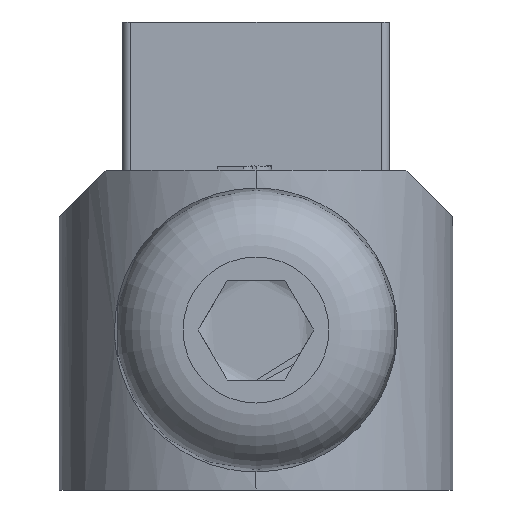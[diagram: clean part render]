
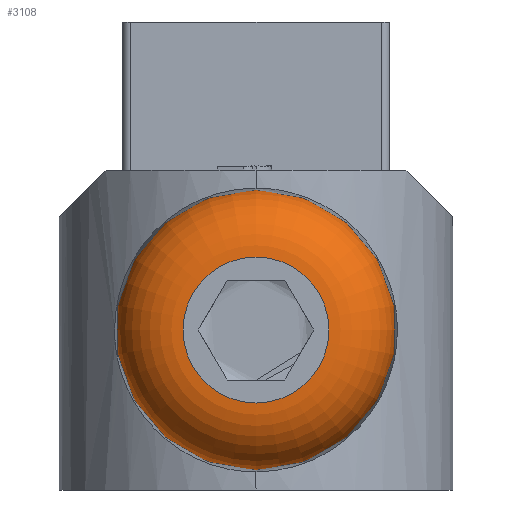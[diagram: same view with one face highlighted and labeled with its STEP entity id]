
A CAD part, left-side view. The second image highlights one B-rep face of the part: STEP entity #3108.
In plain terms, the highlighted toroidal (fillet/blend) face has major radius 3.65 mm and minor radius 3.35 mm.
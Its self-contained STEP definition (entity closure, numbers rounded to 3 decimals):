
#43=TOROIDAL_SURFACE('',#3303,3.65,3.35);
#364=FACE_OUTER_BOUND('',#546,.T.);
#546=EDGE_LOOP('',(#2882,#2883,#2884,#2885,#2886,#2887,#2888));
#809=CIRCLE('',#3304,7.);
#810=CIRCLE('',#3305,7.);
#811=CIRCLE('',#3306,3.35);
#812=CIRCLE('',#3307,3.65);
#813=CIRCLE('',#3308,3.65);
#814=CIRCLE('',#3309,7.);
#1524=VERTEX_POINT('',#6391);
#1525=VERTEX_POINT('',#6392);
#1526=VERTEX_POINT('',#6394);
#1527=VERTEX_POINT('',#6396);
#1528=VERTEX_POINT('',#6398);
#1981=EDGE_CURVE('',#1524,#1525,#809,.T.);
#1982=EDGE_CURVE('',#1525,#1526,#810,.T.);
#1983=EDGE_CURVE('',#1526,#1527,#811,.T.);
#1984=EDGE_CURVE('',#1527,#1528,#812,.T.);
#1985=EDGE_CURVE('',#1528,#1527,#813,.T.);
#1986=EDGE_CURVE('',#1526,#1524,#814,.T.);
#2882=ORIENTED_EDGE('',*,*,#1981,.T.);
#2883=ORIENTED_EDGE('',*,*,#1982,.T.);
#2884=ORIENTED_EDGE('',*,*,#1983,.T.);
#2885=ORIENTED_EDGE('',*,*,#1984,.T.);
#2886=ORIENTED_EDGE('',*,*,#1985,.T.);
#2887=ORIENTED_EDGE('',*,*,#1983,.F.);
#2888=ORIENTED_EDGE('',*,*,#1986,.T.);
#3108=ADVANCED_FACE('',(#364),#43,.T.);
#3303=AXIS2_PLACEMENT_3D('',#6390,#3721,#3722);
#3304=AXIS2_PLACEMENT_3D('',#6393,#3723,#3724);
#3305=AXIS2_PLACEMENT_3D('',#6395,#3725,#3726);
#3306=AXIS2_PLACEMENT_3D('',#6397,#3727,#3728);
#3307=AXIS2_PLACEMENT_3D('',#6399,#3729,#3730);
#3308=AXIS2_PLACEMENT_3D('',#6400,#3731,#3732);
#3309=AXIS2_PLACEMENT_3D('',#6401,#3733,#3734);
#3721=DIRECTION('center_axis',(1.,0.,0.));
#3722=DIRECTION('ref_axis',(0.,0.,-1.));
#3723=DIRECTION('center_axis',(-1.,0.,0.));
#3724=DIRECTION('ref_axis',(0.,-1.,0.));
#3725=DIRECTION('center_axis',(-1.,0.,0.));
#3726=DIRECTION('ref_axis',(0.,-1.,0.));
#3727=DIRECTION('center_axis',(0.,-1.,0.));
#3728=DIRECTION('ref_axis',(0.,0.,1.));
#3729=DIRECTION('center_axis',(1.,0.,0.));
#3730=DIRECTION('ref_axis',(0.,-1.,0.));
#3731=DIRECTION('center_axis',(1.,0.,0.));
#3732=DIRECTION('ref_axis',(0.,-1.,0.));
#3733=DIRECTION('center_axis',(-1.,0.,0.));
#3734=DIRECTION('ref_axis',(0.,-1.,0.));
#6390=CARTESIAN_POINT('Origin',(-1.05,0.,0.));
#6391=CARTESIAN_POINT('',(-1.05,7.,0.));
#6392=CARTESIAN_POINT('',(-1.05,-7.,0.));
#6393=CARTESIAN_POINT('Origin',(-1.05,0.,0.));
#6394=CARTESIAN_POINT('',(-1.05,0.,7.));
#6395=CARTESIAN_POINT('Origin',(-1.05,0.,0.));
#6396=CARTESIAN_POINT('',(-4.4,0.,3.65));
#6397=CARTESIAN_POINT('Origin',(-1.05,0.,3.65));
#6398=CARTESIAN_POINT('',(-4.4,3.65,0.));
#6399=CARTESIAN_POINT('Origin',(-4.4,0.,0.));
#6400=CARTESIAN_POINT('Origin',(-4.4,0.,0.));
#6401=CARTESIAN_POINT('Origin',(-1.05,0.,0.));
